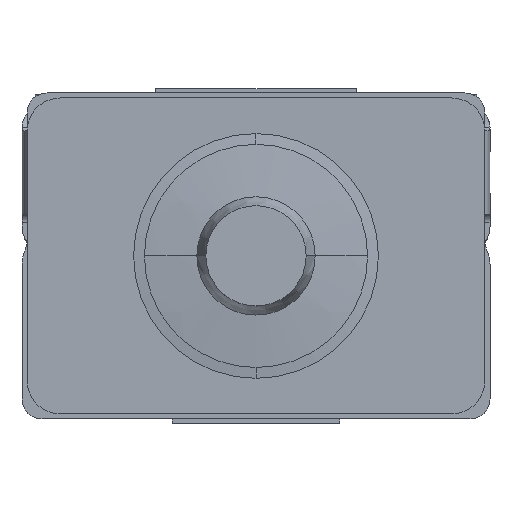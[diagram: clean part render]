
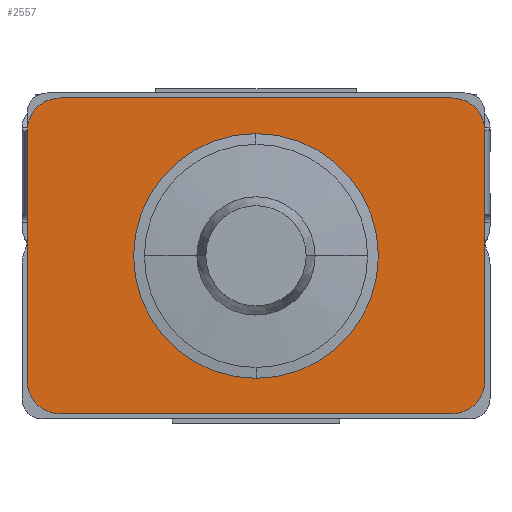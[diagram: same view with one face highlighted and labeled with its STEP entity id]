
A CAD part, top view. The second image highlights one B-rep face of the part: STEP entity #2557.
In plain terms, the highlighted planar face has unit normal (0, 0, 1).
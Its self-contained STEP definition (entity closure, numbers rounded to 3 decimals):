
#103 = EDGE_CURVE ( 'NONE', #6110, #5473, #2570, .T. ) ;
#105 = EDGE_CURVE ( 'NONE', #7114, #7038, #4287, .T. ) ;
#108 = EDGE_CURVE ( 'NONE', #5445, #6874, #4316, .T. ) ;
#138 = EDGE_LOOP ( 'NONE', ( #5865, #6023 ) ) ;
#481 = CARTESIAN_POINT ( 'NONE',  ( 0., 0., 0.325 ) ) ;
#482 = DIRECTION ( 'NONE',  ( 0., 0., 1. ) ) ;
#483 = DIRECTION ( 'NONE',  ( -1., 0., 0. ) ) ;
#898 = PLANE ( 'NONE',  #1571 ) ;
#899 = CARTESIAN_POINT ( 'NONE',  ( -1.37, 0.945, 0.325 ) ) ;
#900 = DIRECTION ( 'NONE',  ( 0., 0., -1. ) ) ;
#901 = DIRECTION ( 'NONE',  ( -1., 0., 0. ) ) ;
#1564 = FACE_OUTER_BOUND ( 'NONE', #5191, .T. ) ;
#1569 = FACE_BOUND ( 'NONE', #138, .T. ) ;
#1571 = AXIS2_PLACEMENT_3D ( 'NONE', #899, #900, #901 ) ;
#2147 = EDGE_CURVE ( 'NONE', #6724, #5445, #2587, .T. ) ;
#2149 = EDGE_CURVE ( 'NONE', #7038, #7067, #2588, .T. ) ;
#2151 = EDGE_CURVE ( 'NONE', #6777, #7114, #2589, .T. ) ;
#2152 = EDGE_CURVE ( 'NONE', #6874, #6780, #2590, .T. ) ;
#2153 = EDGE_CURVE ( 'NONE', #6724, #7067, #6300, .T. ) ;
#2154 = EDGE_CURVE ( 'NONE', #6777, #6780, #6302, .T. ) ;
#2300 = VECTOR ( 'NONE', #6305, 1000. ) ;
#2301 = VECTOR ( 'NONE', #6299, 1000. ) ;
#2306 = AXIS2_PLACEMENT_3D ( 'NONE', #6295, #6296, #6297 ) ;
#2308 = AXIS2_PLACEMENT_3D ( 'NONE', #6289, #6293, #6294 ) ;
#2313 = AXIS2_PLACEMENT_3D ( 'NONE', #6283, #6287, #6288 ) ;
#2319 = AXIS2_PLACEMENT_3D ( 'NONE', #6277, #6281, #6282 ) ;
#2455 = EDGE_CURVE ( 'NONE', #5473, #6110, #2620, .T. ) ;
#2557 = ADVANCED_FACE ( 'NONE', ( #1564, #1569 ), #898, .F. ) ;
#2570 = CIRCLE ( 'NONE', #7378, 0.732 ) ;
#2587 = CIRCLE ( 'NONE', #2319, 0.2 ) ;
#2588 = CIRCLE ( 'NONE', #2313, 0.2 ) ;
#2589 = CIRCLE ( 'NONE', #2308, 0.2 ) ;
#2590 = CIRCLE ( 'NONE', #2306, 0.2 ) ;
#2620 = CIRCLE ( 'NONE', #4884, 0.732 ) ;
#3341 = CARTESIAN_POINT ( 'NONE',  ( -1.17, 0.945, 0.325 ) ) ;
#3369 = CARTESIAN_POINT ( 'NONE',  ( 0., -0.733, 0.325 ) ) ;
#3396 = CARTESIAN_POINT ( 'NONE',  ( 0., 0.732, 0.325 ) ) ;
#3414 = CARTESIAN_POINT ( 'NONE',  ( -1.37, 0.745, 0.325 ) ) ;
#3422 = CARTESIAN_POINT ( 'NONE',  ( 1.37, -0.745, 0.325 ) ) ;
#3423 = CARTESIAN_POINT ( 'NONE',  ( 1.37, 0.745, 0.325 ) ) ;
#3466 = CARTESIAN_POINT ( 'NONE',  ( 1.17, 0.945, 0.325 ) ) ;
#3552 = CARTESIAN_POINT ( 'NONE',  ( -1.17, -0.945, 0.325 ) ) ;
#3559 = CARTESIAN_POINT ( 'NONE',  ( -1.37, -0.745, 0.325 ) ) ;
#3592 = CARTESIAN_POINT ( 'NONE',  ( 1.17, -0.945, 0.325 ) ) ;
#4262 = DIRECTION ( 'NONE',  ( 0., 0., 1. ) ) ;
#4269 = CARTESIAN_POINT ( 'NONE',  ( 0., 0., 0.325 ) ) ;
#4281 = CARTESIAN_POINT ( 'NONE',  ( 1.17, 0.945, 0.325 ) ) ;
#4286 = CARTESIAN_POINT ( 'NONE',  ( 1.17, -0.945, 0.325 ) ) ;
#4287 = LINE ( 'NONE', #4286, #5665 ) ;
#4288 = DIRECTION ( 'NONE',  ( -1., 0., 0. ) ) ;
#4294 = DIRECTION ( 'NONE',  ( -1., 0., 0. ) ) ;
#4315 = DIRECTION ( 'NONE',  ( 1., 0., 0. ) ) ;
#4316 = LINE ( 'NONE', #4281, #5668 ) ;
#4884 = AXIS2_PLACEMENT_3D ( 'NONE', #481, #482, #483 ) ;
#5191 = EDGE_LOOP ( 'NONE', ( #6088, #5884, #6029, #6159, #6097, #6065, #5842, #6147 ) ) ;
#5445 = VERTEX_POINT ( 'NONE', #3341 ) ;
#5473 = VERTEX_POINT ( 'NONE', #3369 ) ;
#5665 = VECTOR ( 'NONE', #4288, 1000. ) ;
#5668 = VECTOR ( 'NONE', #4315, 1000. ) ;
#5842 = ORIENTED_EDGE ( 'NONE', *, *, #2151, .F. ) ;
#5865 = ORIENTED_EDGE ( 'NONE', *, *, #103, .F. ) ;
#5884 = ORIENTED_EDGE ( 'NONE', *, *, #108, .F. ) ;
#6023 = ORIENTED_EDGE ( 'NONE', *, *, #2455, .F. ) ;
#6029 = ORIENTED_EDGE ( 'NONE', *, *, #2147, .F. ) ;
#6065 = ORIENTED_EDGE ( 'NONE', *, *, #105, .F. ) ;
#6088 = ORIENTED_EDGE ( 'NONE', *, *, #2152, .F. ) ;
#6097 = ORIENTED_EDGE ( 'NONE', *, *, #2149, .F. ) ;
#6110 = VERTEX_POINT ( 'NONE', #3396 ) ;
#6147 = ORIENTED_EDGE ( 'NONE', *, *, #2154, .T. ) ;
#6159 = ORIENTED_EDGE ( 'NONE', *, *, #2153, .T. ) ;
#6277 = CARTESIAN_POINT ( 'NONE',  ( -1.17, 0.745, 0.325 ) ) ;
#6281 = DIRECTION ( 'NONE',  ( 0., 0., -1. ) ) ;
#6282 = DIRECTION ( 'NONE',  ( -1., 0., 0. ) ) ;
#6283 = CARTESIAN_POINT ( 'NONE',  ( -1.17, -0.745, 0.325 ) ) ;
#6287 = DIRECTION ( 'NONE',  ( 0., 0., -1. ) ) ;
#6288 = DIRECTION ( 'NONE',  ( -1., 0., 0. ) ) ;
#6289 = CARTESIAN_POINT ( 'NONE',  ( 1.17, -0.745, 0.325 ) ) ;
#6293 = DIRECTION ( 'NONE',  ( 0., 0., -1. ) ) ;
#6294 = DIRECTION ( 'NONE',  ( -1., 0., 0. ) ) ;
#6295 = CARTESIAN_POINT ( 'NONE',  ( 1.17, 0.745, 0.325 ) ) ;
#6296 = DIRECTION ( 'NONE',  ( 0., 0., -1. ) ) ;
#6297 = DIRECTION ( 'NONE',  ( -1., 0., 0. ) ) ;
#6299 = DIRECTION ( 'NONE',  ( 0., -1., 0. ) ) ;
#6300 = LINE ( 'NONE', #6301, #2301 ) ;
#6301 = CARTESIAN_POINT ( 'NONE',  ( -1.37, 0.945, 0.325 ) ) ;
#6302 = LINE ( 'NONE', #6304, #2300 ) ;
#6304 = CARTESIAN_POINT ( 'NONE',  ( 1.37, 0.945, 0.325 ) ) ;
#6305 = DIRECTION ( 'NONE',  ( 0., 1., 0. ) ) ;
#6724 = VERTEX_POINT ( 'NONE', #3414 ) ;
#6777 = VERTEX_POINT ( 'NONE', #3422 ) ;
#6780 = VERTEX_POINT ( 'NONE', #3423 ) ;
#6874 = VERTEX_POINT ( 'NONE', #3466 ) ;
#7038 = VERTEX_POINT ( 'NONE', #3552 ) ;
#7067 = VERTEX_POINT ( 'NONE', #3559 ) ;
#7114 = VERTEX_POINT ( 'NONE', #3592 ) ;
#7378 = AXIS2_PLACEMENT_3D ( 'NONE', #4269, #4262, #4294 ) ;
